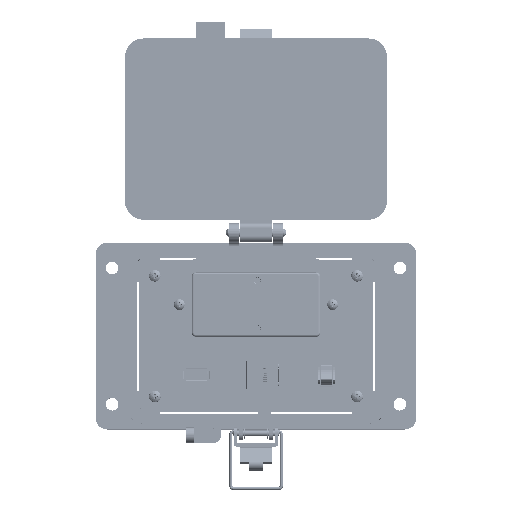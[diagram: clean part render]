
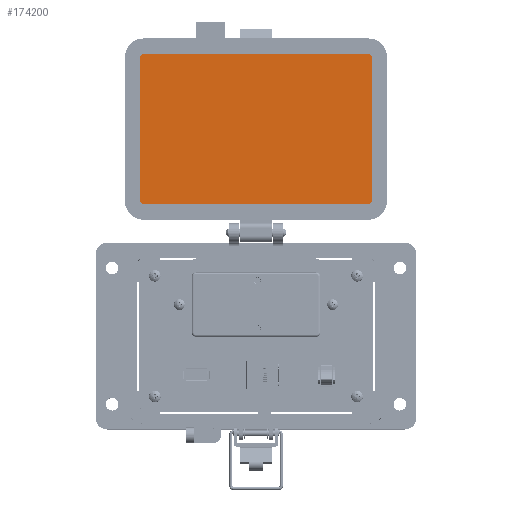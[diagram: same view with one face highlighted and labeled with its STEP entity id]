
A CAD part, top view. The second image highlights one B-rep face of the part: STEP entity #174200.
In plain terms, the highlighted planar face has unit normal (0, 0, 1).
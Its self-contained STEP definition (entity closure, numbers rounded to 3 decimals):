
#5288 = DIRECTION ( 'NONE',  ( 0., 0., -1. ) ) ;
#11067 = ORIENTED_EDGE ( 'NONE', *, *, #128025, .F. ) ;
#17351 = AXIS2_PLACEMENT_3D ( 'NONE', #271983, #59393, #81609 ) ;
#21507 = VECTOR ( 'NONE', #184409, 1000. ) ;
#24727 = DIRECTION ( 'NONE',  ( 0., -1., 0. ) ) ;
#29907 = VERTEX_POINT ( 'NONE', #250520 ) ;
#30575 = CIRCLE ( 'NONE', #17351, 1.785 ) ;
#41281 = EDGE_CURVE ( 'NONE', #61738, #274245, #142847, .T. ) ;
#41930 = CARTESIAN_POINT ( 'NONE',  ( 57.717, 69.55, 8.694 ) ) ;
#50102 = CARTESIAN_POINT ( 'NONE',  ( 57.717, 145.119, 8.694 ) ) ;
#55757 = ORIENTED_EDGE ( 'NONE', *, *, #153821, .F. ) ;
#59393 = DIRECTION ( 'NONE',  ( 0., 0., -1. ) ) ;
#61738 = VERTEX_POINT ( 'NONE', #144501 ) ;
#64292 = DIRECTION ( 'NONE',  ( 0., -1., 0. ) ) ;
#70630 = CARTESIAN_POINT ( 'NONE',  ( -57.72, 67.765, 8.694 ) ) ;
#75455 = VERTEX_POINT ( 'NONE', #135770 ) ;
#81609 = DIRECTION ( 'NONE',  ( 0., -1., 0. ) ) ;
#90440 = CIRCLE ( 'NONE', #165795, 1.785 ) ;
#91770 = DIRECTION ( 'NONE',  ( 1., 0., 0. ) ) ;
#96860 = CARTESIAN_POINT ( 'NONE',  ( 57.717, 145.119, 8.694 ) ) ;
#102944 = ORIENTED_EDGE ( 'NONE', *, *, #190026, .F. ) ;
#105680 = ORIENTED_EDGE ( 'NONE', *, *, #41281, .F. ) ;
#108940 = VECTOR ( 'NONE', #196308, 1000. ) ;
#111569 = CARTESIAN_POINT ( 'NONE',  ( 59.502, 69.55, 8.694 ) ) ;
#112937 = LINE ( 'NONE', #111569, #108940 ) ;
#115012 = DIRECTION ( 'NONE',  ( -1., 0., 0. ) ) ;
#118652 = VERTEX_POINT ( 'NONE', #96860 ) ;
#125731 = ORIENTED_EDGE ( 'NONE', *, *, #259049, .F. ) ;
#127535 = CARTESIAN_POINT ( 'NONE',  ( -57.72, 67.765, 8.694 ) ) ;
#128025 = EDGE_CURVE ( 'NONE', #161032, #61738, #112937, .T. ) ;
#131360 = EDGE_CURVE ( 'NONE', #243990, #118652, #157023, .T. ) ;
#135770 = CARTESIAN_POINT ( 'NONE',  ( -59.505, 69.55, 8.694 ) ) ;
#142847 = CIRCLE ( 'NONE', #187032, 1.785 ) ;
#143695 = VECTOR ( 'NONE', #115012, 1000. ) ;
#144501 = CARTESIAN_POINT ( 'NONE',  ( 59.502, 69.55, 8.694 ) ) ;
#149217 = CARTESIAN_POINT ( 'NONE',  ( -57.72, 145.119, 8.694 ) ) ;
#153669 = VERTEX_POINT ( 'NONE', #127535 ) ;
#153821 = EDGE_CURVE ( 'NONE', #118652, #161032, #90440, .T. ) ;
#157023 = LINE ( 'NONE', #50102, #180952 ) ;
#158089 = LINE ( 'NONE', #70630, #143695 ) ;
#161032 = VERTEX_POINT ( 'NONE', #232250 ) ;
#164773 = ORIENTED_EDGE ( 'NONE', *, *, #131360, .F. ) ;
#165795 = AXIS2_PLACEMENT_3D ( 'NONE', #195547, #5288, #24727 ) ;
#168080 = CARTESIAN_POINT ( 'NONE',  ( -30.745, 145.119, 8.694 ) ) ;
#168486 = CARTESIAN_POINT ( 'NONE',  ( -57.72, 69.55, 8.694 ) ) ;
#174200 = ADVANCED_FACE ( 'NONE', ( #272415 ), #209800, .T. ) ;
#178763 = ORIENTED_EDGE ( 'NONE', *, *, #217676, .F. ) ;
#180952 = VECTOR ( 'NONE', #91770, 1000. ) ;
#184409 = DIRECTION ( 'NONE',  ( 0., 1., 0. ) ) ;
#187032 = AXIS2_PLACEMENT_3D ( 'NONE', #41930, #254468, #187793 ) ;
#187793 = DIRECTION ( 'NONE',  ( 0., -1., 0. ) ) ;
#190026 = EDGE_CURVE ( 'NONE', #75455, #29907, #248397, .T. ) ;
#191635 = DIRECTION ( 'NONE',  ( 0., -1., 0. ) ) ;
#191887 = EDGE_LOOP ( 'NONE', ( #125731, #102944, #211022, #178763, #105680, #11067, #55757, #164773 ) ) ;
#192034 = DIRECTION ( 'NONE',  ( 0., 0., -1. ) ) ;
#195547 = CARTESIAN_POINT ( 'NONE',  ( 57.717, 143.334, 8.694 ) ) ;
#196308 = DIRECTION ( 'NONE',  ( 0., -1., 0. ) ) ;
#209381 = CARTESIAN_POINT ( 'NONE',  ( -59.505, 143.334, 8.694 ) ) ;
#209800 = PLANE ( 'NONE',  #214739 ) ;
#211022 = ORIENTED_EDGE ( 'NONE', *, *, #227761, .F. ) ;
#214739 = AXIS2_PLACEMENT_3D ( 'NONE', #168080, #232066, #191635 ) ;
#217676 = EDGE_CURVE ( 'NONE', #274245, #153669, #158089, .T. ) ;
#227195 = CARTESIAN_POINT ( 'NONE',  ( 57.717, 67.765, 8.694 ) ) ;
#227761 = EDGE_CURVE ( 'NONE', #153669, #75455, #240639, .T. ) ;
#232066 = DIRECTION ( 'NONE',  ( 0., 0., 1. ) ) ;
#232250 = CARTESIAN_POINT ( 'NONE',  ( 59.502, 143.334, 8.694 ) ) ;
#240639 = CIRCLE ( 'NONE', #253929, 1.785 ) ;
#243990 = VERTEX_POINT ( 'NONE', #149217 ) ;
#248397 = LINE ( 'NONE', #209381, #21507 ) ;
#250520 = CARTESIAN_POINT ( 'NONE',  ( -59.505, 143.334, 8.694 ) ) ;
#253929 = AXIS2_PLACEMENT_3D ( 'NONE', #168486, #192034, #64292 ) ;
#254468 = DIRECTION ( 'NONE',  ( 0., 0., -1. ) ) ;
#259049 = EDGE_CURVE ( 'NONE', #29907, #243990, #30575, .T. ) ;
#271983 = CARTESIAN_POINT ( 'NONE',  ( -57.72, 143.334, 8.694 ) ) ;
#272415 = FACE_OUTER_BOUND ( 'NONE', #191887, .T. ) ;
#274245 = VERTEX_POINT ( 'NONE', #227195 ) ;
